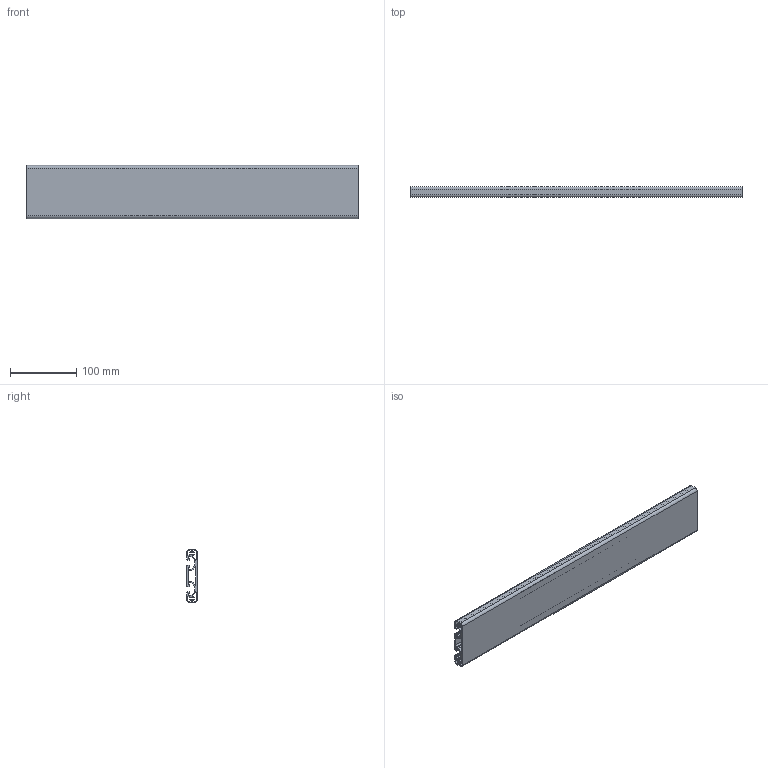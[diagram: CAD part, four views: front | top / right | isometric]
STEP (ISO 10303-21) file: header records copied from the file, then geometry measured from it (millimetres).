
FILE_DESCRIPTION (( 'STEP AP214' ), '1' );
FILE_NAME ('RP1017 8 80x16 Ultralight.STEP', '2026-02-23T14:54:32', ( '' ), ( '' ), 'SwSTEP 2.0', 'SolidWorks 2026', '' );
FILE_SCHEMA (( 'AUTOMOTIVE_DESIGN' ));
Length unit declared in the file: millimetre
Products named in the file (1): RP1017 8 80x16 Ultralight
Bounding box: 500 x 16 x 80 mm (x, y, z)
Volume: 235132.6 mm3; surface area: 246612.9 mm2
Topology: 1 solids, 1 shells, 156 faces, 462 edges, 308 vertices
Faces by surface type: cylinder 100, plane 56
Entity records: 5341 total; most frequent: DIRECTION 976, CARTESIAN_POINT 927, ORIENTED_EDGE 924, EDGE_CURVE 462, AXIS2_PLACEMENT_3D 357, VERTEX_POINT 308, LINE 262, VECTOR 262
